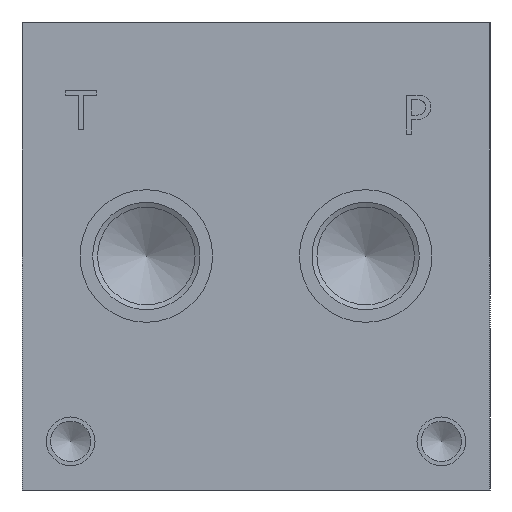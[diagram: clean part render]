
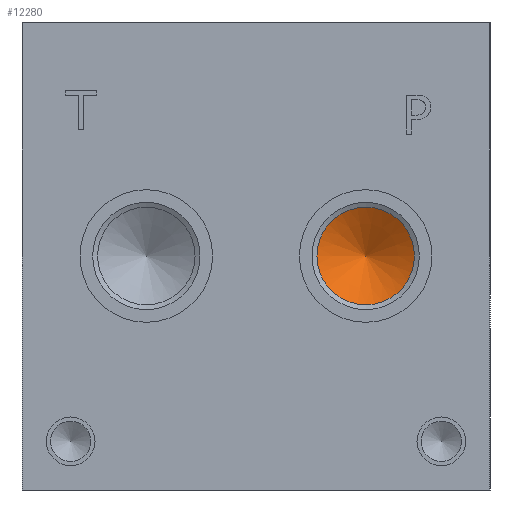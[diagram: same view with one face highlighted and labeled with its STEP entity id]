
A CAD part, left-side view. The second image highlights one B-rep face of the part: STEP entity #12280.
In plain terms, the highlighted conical face has half-angle 60 degrees and reference radius 3.969 mm.
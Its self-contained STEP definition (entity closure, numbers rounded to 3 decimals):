
#21=CONICAL_SURFACE('',#12815,3.969,1.047);
#180=CIRCLE('',#12816,7.938);
#181=CIRCLE('',#12817,7.938);
#1322=FACE_OUTER_BOUND('',#2021,.T.);
#2021=EDGE_LOOP('',(#10554,#10555,#10556,#10557));
#3211=LINE('',#20889,#4339);
#4339=VECTOR('',#14961,3.969);
#5771=VERTEX_POINT('',#20885);
#5772=VERTEX_POINT('',#20886);
#5773=VERTEX_POINT('',#20888);
#7428=EDGE_CURVE('',#5771,#5772,#180,.T.);
#7429=EDGE_CURVE('',#5772,#5773,#3211,.T.);
#7430=EDGE_CURVE('',#5772,#5771,#181,.T.);
#10554=ORIENTED_EDGE('',*,*,#7428,.T.);
#10555=ORIENTED_EDGE('',*,*,#7429,.T.);
#10556=ORIENTED_EDGE('',*,*,#7429,.F.);
#10557=ORIENTED_EDGE('',*,*,#7430,.T.);
#12280=ADVANCED_FACE('',(#1322),#21,.F.);
#12815=AXIS2_PLACEMENT_3D('',#20884,#14957,#14958);
#12816=AXIS2_PLACEMENT_3D('',#20887,#14959,#14960);
#12817=AXIS2_PLACEMENT_3D('',#20890,#14962,#14963);
#14957=DIRECTION('center_axis',(-1.,0.,0.));
#14958=DIRECTION('ref_axis',(0.,1.,0.));
#14959=DIRECTION('center_axis',(-1.,0.,0.));
#14960=DIRECTION('ref_axis',(0.,1.,0.));
#14961=DIRECTION('',(0.5,0.866,0.));
#14962=DIRECTION('center_axis',(-1.,0.,0.));
#14963=DIRECTION('ref_axis',(0.,1.,0.));
#20884=CARTESIAN_POINT('Origin',(34.041,20.244,38.1));
#20885=CARTESIAN_POINT('',(31.75,28.181,38.1));
#20886=CARTESIAN_POINT('',(31.75,12.306,38.1));
#20887=CARTESIAN_POINT('Origin',(31.75,20.244,38.1));
#20888=CARTESIAN_POINT('',(36.333,20.244,38.1));
#20889=CARTESIAN_POINT('',(34.041,16.275,38.1));
#20890=CARTESIAN_POINT('Origin',(31.75,20.244,38.1));
